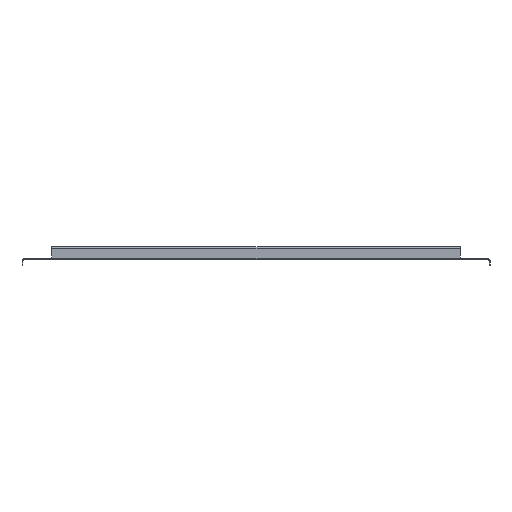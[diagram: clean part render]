
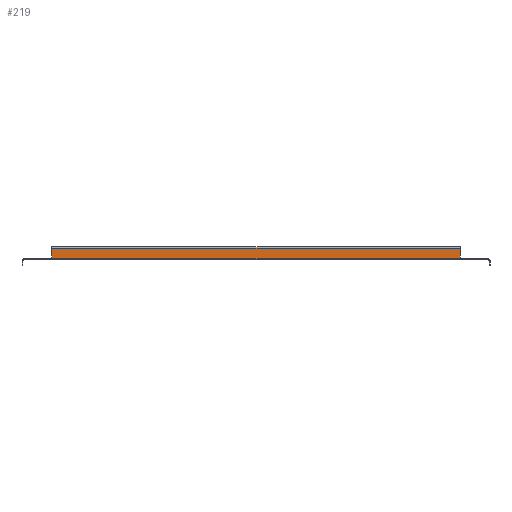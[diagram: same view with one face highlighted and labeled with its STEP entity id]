
A CAD part, front view. The second image highlights one B-rep face of the part: STEP entity #219.
In plain terms, the highlighted planar face has unit normal (0, -1, 0).
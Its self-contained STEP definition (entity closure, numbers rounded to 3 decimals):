
#125 = VECTOR ( 'NONE', #1514, 1000. ) ;
#147 = LINE ( 'NONE', #1650, #125 ) ;
#219 = ADVANCED_FACE ( 'NONE', ( #1785 ), #426, .F. ) ;
#257 = EDGE_LOOP ( 'NONE', ( #1460, #2134, #675, #1435 ) ) ;
#292 = DIRECTION ( 'NONE',  ( 0., 0., 1. ) ) ;
#304 = CARTESIAN_POINT ( 'NONE',  ( 665., -2.5, 16. ) ) ;
#319 = EDGE_CURVE ( 'NONE', #785, #1786, #2153, .T. ) ;
#426 = PLANE ( 'NONE',  #462 ) ;
#462 = AXIS2_PLACEMENT_3D ( 'NONE', #1805, #957, #292 ) ;
#620 = CARTESIAN_POINT ( 'NONE',  ( 665., -2.5, 0. ) ) ;
#675 = ORIENTED_EDGE ( 'NONE', *, *, #939, .F. ) ;
#785 = VERTEX_POINT ( 'NONE', #804 ) ;
#802 = CARTESIAN_POINT ( 'NONE',  ( 45., -2.5, 1. ) ) ;
#804 = CARTESIAN_POINT ( 'NONE',  ( 665., -2.5, 1. ) ) ;
#809 = EDGE_CURVE ( 'NONE', #1786, #1578, #1828, .T. ) ;
#823 = CARTESIAN_POINT ( 'NONE',  ( 45., -2.5, 16. ) ) ;
#939 = EDGE_CURVE ( 'NONE', #785, #1084, #2039, .T. ) ;
#957 = DIRECTION ( 'NONE',  ( 0., 1., 0. ) ) ;
#1075 = VECTOR ( 'NONE', #1961, 1000. ) ;
#1084 = VERTEX_POINT ( 'NONE', #802 ) ;
#1117 = EDGE_CURVE ( 'NONE', #1578, #1084, #147, .T. ) ;
#1175 = CARTESIAN_POINT ( 'NONE',  ( 45., -2.5, 1. ) ) ;
#1270 = CARTESIAN_POINT ( 'NONE',  ( 665., -2.5, 16. ) ) ;
#1413 = VECTOR ( 'NONE', #1675, 1000. ) ;
#1435 = ORIENTED_EDGE ( 'NONE', *, *, #319, .T. ) ;
#1460 = ORIENTED_EDGE ( 'NONE', *, *, #809, .T. ) ;
#1514 = DIRECTION ( 'NONE',  ( 0., 0., -1. ) ) ;
#1578 = VERTEX_POINT ( 'NONE', #823 ) ;
#1650 = CARTESIAN_POINT ( 'NONE',  ( 45., -2.5, 0. ) ) ;
#1652 = DIRECTION ( 'NONE',  ( -1., 0., 0. ) ) ;
#1675 = DIRECTION ( 'NONE',  ( -1., 0., 0. ) ) ;
#1785 = FACE_OUTER_BOUND ( 'NONE', #257, .T. ) ;
#1786 = VERTEX_POINT ( 'NONE', #1270 ) ;
#1805 = CARTESIAN_POINT ( 'NONE',  ( 0., -2.5, 0. ) ) ;
#1828 = LINE ( 'NONE', #304, #2203 ) ;
#1961 = DIRECTION ( 'NONE',  ( 0., 0., 1. ) ) ;
#2039 = LINE ( 'NONE', #1175, #1413 ) ;
#2134 = ORIENTED_EDGE ( 'NONE', *, *, #1117, .T. ) ;
#2153 = LINE ( 'NONE', #620, #1075 ) ;
#2203 = VECTOR ( 'NONE', #1652, 1000. ) ;
